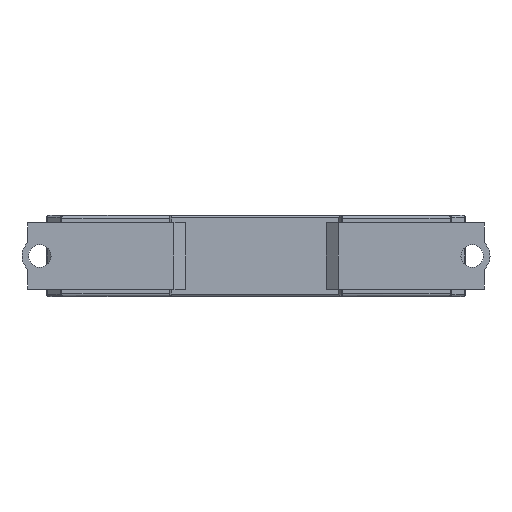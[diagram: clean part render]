
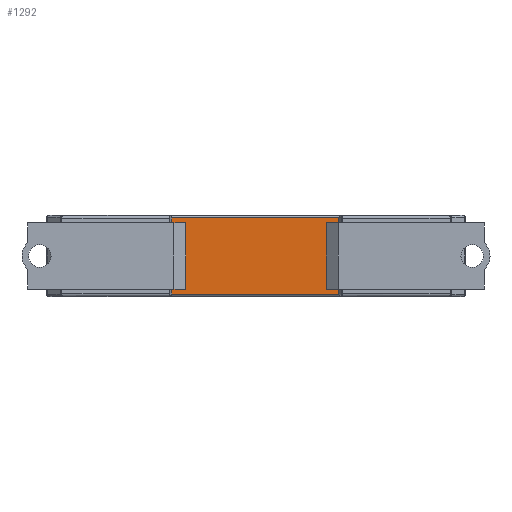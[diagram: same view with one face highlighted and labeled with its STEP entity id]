
A CAD part, front view. The second image highlights one B-rep face of the part: STEP entity #1292.
In plain terms, the highlighted planar face has unit normal (0, -1, 0).
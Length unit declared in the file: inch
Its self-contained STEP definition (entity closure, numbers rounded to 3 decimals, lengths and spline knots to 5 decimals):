
#1292 = ADVANCED_FACE ( 'NONE', ( #76695 ), #68555, .T. ) ;
#4215 = EDGE_CURVE ( 'NONE', #51795, #78444, #25615, .T. ) ;
#4634 = VECTOR ( 'NONE', #22778, 39.37008 ) ;
#5099 = CARTESIAN_POINT ( 'NONE',  ( -0.7125, -1.14326, 0.67225 ) ) ;
#7011 = B_SPLINE_CURVE_WITH_KNOTS ( 'NONE', 3,
 ( #37379, #75986, #43851, #5099 ),
 .UNSPECIFIED., .F., .F.,
 ( 4, 4 ),
 ( 0., 0.00001 ),
 .UNSPECIFIED. ) ;
#7079 = B_SPLINE_CURVE_WITH_KNOTS ( 'NONE', 3,
 ( #20628, #59031, #27172, #72268 ),
 .UNSPECIFIED., .F., .F.,
 ( 4, 4 ),
 ( 0., 0.00001 ),
 .UNSPECIFIED. ) ;
#9366 = CARTESIAN_POINT ( 'NONE',  ( 0.70069, -1.14326, 0.02749 ) ) ;
#9861 = DIRECTION ( 'NONE',  ( 0., 0., -1. ) ) ;
#12863 = CARTESIAN_POINT ( 'NONE',  ( -0.7125, -1.14326, 0.67225 ) ) ;
#15336 = B_SPLINE_CURVE_WITH_KNOTS ( 'NONE', 3,
 ( #64701, #58265, #26118, #71210 ),
 .UNSPECIFIED., .F., .F.,
 ( 4, 4 ),
 ( 0., 0.00001 ),
 .UNSPECIFIED. ) ;
#17139 = DIRECTION ( 'NONE',  ( 0., -1., 0. ) ) ;
#17394 = VERTEX_POINT ( 'NONE', #54362 ) ;
#18593 = LINE ( 'NONE', #47577, #35828 ) ;
#19958 = ORIENTED_EDGE ( 'NONE', *, *, #22980, .T. ) ;
#20628 = CARTESIAN_POINT ( 'NONE',  ( -0.7125, -1.14326, 0.02775 ) ) ;
#22377 = EDGE_CURVE ( 'NONE', #68983, #83457, #48605, .T. ) ;
#22778 = DIRECTION ( 'NONE',  ( 1., 0., 0. ) ) ;
#22980 = EDGE_CURVE ( 'NONE', #83457, #17394, #7079, .T. ) ;
#24265 = CARTESIAN_POINT ( 'NONE',  ( -0.7125, -1.14326, 0.67251 ) ) ;
#25102 = CARTESIAN_POINT ( 'NONE',  ( 0.70069, -1.14326, 0.67251 ) ) ;
#25615 = B_SPLINE_CURVE_WITH_KNOTS ( 'NONE', 3,
 ( #9366, #35166, #73808, #54624 ),
 .UNSPECIFIED., .F., .F.,
 ( 4, 4 ),
 ( 0., 0.00001 ),
 .UNSPECIFIED. ) ;
#26118 = CARTESIAN_POINT ( 'NONE',  ( 0.70069, -1.14326, 0.67242 ) ) ;
#26400 = ORIENTED_EDGE ( 'NONE', *, *, #4215, .T. ) ;
#27172 = CARTESIAN_POINT ( 'NONE',  ( -0.7125, -1.14326, 0.02758 ) ) ;
#28008 = LINE ( 'NONE', #38416, #60299 ) ;
#29447 = EDGE_CURVE ( 'NONE', #63894, #68937, #15336, .T. ) ;
#33005 = EDGE_CURVE ( 'NONE', #68937, #68905, #28008, .T. ) ;
#35166 = CARTESIAN_POINT ( 'NONE',  ( 0.70069, -1.14326, 0.02758 ) ) ;
#35167 = ORIENTED_EDGE ( 'NONE', *, *, #76377, .T. ) ;
#35828 = VECTOR ( 'NONE', #54042, 39.37008 ) ;
#35834 = AXIS2_PLACEMENT_3D ( 'NONE', #55887, #17139, #62326 ) ;
#37036 = CARTESIAN_POINT ( 'NONE',  ( -0.7125, -1.14326, 0.02775 ) ) ;
#37379 = CARTESIAN_POINT ( 'NONE',  ( -0.7125, -1.14326, 0.67251 ) ) ;
#38416 = CARTESIAN_POINT ( 'NONE',  ( -0.7125, -1.14326, 0.67251 ) ) ;
#40327 = ORIENTED_EDGE ( 'NONE', *, *, #66337, .T. ) ;
#41487 = CARTESIAN_POINT ( 'NONE',  ( 0.70069, -1.14326, 0.02775 ) ) ;
#43851 = CARTESIAN_POINT ( 'NONE',  ( -0.7125, -1.14326, 0.67234 ) ) ;
#47577 = CARTESIAN_POINT ( 'NONE',  ( 0.70069, -1.14326, 0.7 ) ) ;
#48605 = LINE ( 'NONE', #61581, #63701 ) ;
#51795 = VERTEX_POINT ( 'NONE', #75431 ) ;
#53863 = ORIENTED_EDGE ( 'NONE', *, *, #33005, .T. ) ;
#54042 = DIRECTION ( 'NONE',  ( 0., 0., -1. ) ) ;
#54362 = CARTESIAN_POINT ( 'NONE',  ( -0.7125, -1.14326, 0.02749 ) ) ;
#54394 = CARTESIAN_POINT ( 'NONE',  ( 0., -1.14326, 0.02749 ) ) ;
#54624 = CARTESIAN_POINT ( 'NONE',  ( 0.70069, -1.14326, 0.02775 ) ) ;
#55887 = CARTESIAN_POINT ( 'NONE',  ( 0., -1.14326, 0.7 ) ) ;
#58265 = CARTESIAN_POINT ( 'NONE',  ( 0.70069, -1.14326, 0.67234 ) ) ;
#59031 = CARTESIAN_POINT ( 'NONE',  ( -0.7125, -1.14326, 0.02766 ) ) ;
#59268 = CARTESIAN_POINT ( 'NONE',  ( 0.70069, -1.14326, 0.67225 ) ) ;
#60299 = VECTOR ( 'NONE', #63459, 39.37008 ) ;
#61581 = CARTESIAN_POINT ( 'NONE',  ( -0.7125, -1.14326, 0.7 ) ) ;
#62326 = DIRECTION ( 'NONE',  ( 1., 0., 0. ) ) ;
#63459 = DIRECTION ( 'NONE',  ( -1., 0., 0. ) ) ;
#63701 = VECTOR ( 'NONE', #9861, 39.37008 ) ;
#63894 = VERTEX_POINT ( 'NONE', #59268 ) ;
#64376 = EDGE_CURVE ( 'NONE', #63894, #78444, #18593, .T. ) ;
#64701 = CARTESIAN_POINT ( 'NONE',  ( 0.70069, -1.14326, 0.67225 ) ) ;
#66337 = EDGE_CURVE ( 'NONE', #17394, #51795, #73375, .T. ) ;
#68555 = PLANE ( 'NONE',  #35834 ) ;
#68905 = VERTEX_POINT ( 'NONE', #24265 ) ;
#68937 = VERTEX_POINT ( 'NONE', #25102 ) ;
#68983 = VERTEX_POINT ( 'NONE', #12863 ) ;
#70649 = ORIENTED_EDGE ( 'NONE', *, *, #22377, .T. ) ;
#71210 = CARTESIAN_POINT ( 'NONE',  ( 0.70069, -1.14326, 0.67251 ) ) ;
#71231 = EDGE_LOOP ( 'NONE', ( #74334, #53863, #35167, #70649, #19958, #40327, #26400, #77752 ) ) ;
#72268 = CARTESIAN_POINT ( 'NONE',  ( -0.7125, -1.14326, 0.02749 ) ) ;
#73375 = LINE ( 'NONE', #54394, #4634 ) ;
#73808 = CARTESIAN_POINT ( 'NONE',  ( 0.70069, -1.14326, 0.02766 ) ) ;
#74334 = ORIENTED_EDGE ( 'NONE', *, *, #29447, .T. ) ;
#75431 = CARTESIAN_POINT ( 'NONE',  ( 0.70069, -1.14326, 0.02749 ) ) ;
#75986 = CARTESIAN_POINT ( 'NONE',  ( -0.7125, -1.14326, 0.67242 ) ) ;
#76377 = EDGE_CURVE ( 'NONE', #68905, #68983, #7011, .T. ) ;
#76695 = FACE_OUTER_BOUND ( 'NONE', #71231, .T. ) ;
#77752 = ORIENTED_EDGE ( 'NONE', *, *, #64376, .F. ) ;
#78444 = VERTEX_POINT ( 'NONE', #41487 ) ;
#83457 = VERTEX_POINT ( 'NONE', #37036 ) ;
